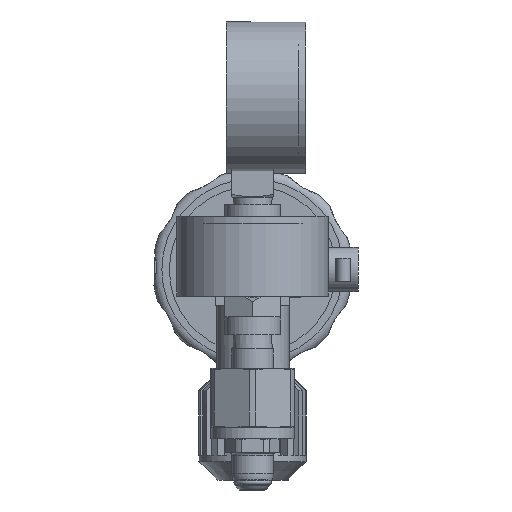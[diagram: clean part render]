
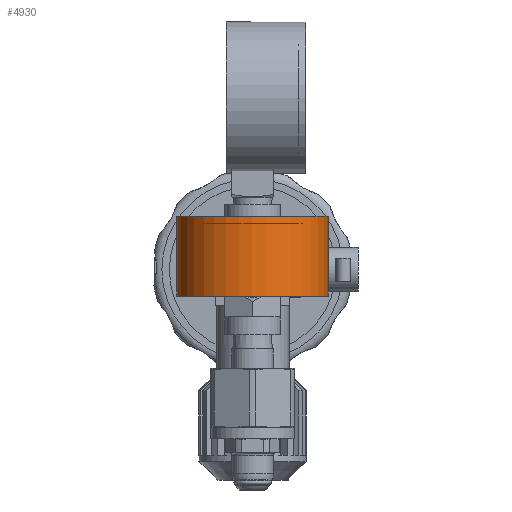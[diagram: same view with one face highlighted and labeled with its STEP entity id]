
A CAD part, left-side view. The second image highlights one B-rep face of the part: STEP entity #4930.
In plain terms, the highlighted cylindrical face has radius 26.035 mm (diameter 52.07 mm), a full revolution.
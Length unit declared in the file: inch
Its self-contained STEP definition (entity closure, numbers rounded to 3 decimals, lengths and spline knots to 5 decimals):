
#4930=ADVANCED_FACE('',(#13347,#13348),#13349,.T.);
#13347=FACE_OUTER_BOUND('',#25584,.T.);
#13348=FACE_OUTER_BOUND('',#25585,.T.);
#13349=CYLINDRICAL_SURFACE('',#25586,1.025);
#25584=EDGE_LOOP('',(#38407));
#25585=EDGE_LOOP('',(#38408));
#25586=AXIS2_PLACEMENT_3D('',#38409,#38410,#38411);
#38407=ORIENTED_EDGE('',*,*,#75114,.F.);
#38408=ORIENTED_EDGE('',*,*,#75115,.T.);
#38409=CARTESIAN_POINT('',(0.0,0.0,1.075));
#38410=DIRECTION('',(0.0,0.0,-1.0));
#38411=DIRECTION('',(0.0,1.0,0.0));
#75114=EDGE_CURVE('',#90093,#90093,#90094,.T.);
#75115=EDGE_CURVE('',#90095,#90095,#90096,.T.);
#90093=VERTEX_POINT('',#112629);
#90094=CIRCLE('',#112630,1.025);
#90095=VERTEX_POINT('',#112631);
#90096=CIRCLE('',#112632,1.025);
#112629=CARTESIAN_POINT('',(0.0,-1.025,1.075));
#112630=AXIS2_PLACEMENT_3D('',#145920,#145921,#145922);
#112631=CARTESIAN_POINT('',(0.0,-1.025,0.0));
#112632=AXIS2_PLACEMENT_3D('',#145923,#145924,#145925);
#145920=CARTESIAN_POINT('',(0.0,0.0,1.075));
#145921=DIRECTION('',(0.0,0.0,1.0));
#145922=DIRECTION('',(0.0,-1.0,0.0));
#145923=CARTESIAN_POINT('',(0.0,0.0,0.0));
#145924=DIRECTION('',(0.0,0.0,1.0));
#145925=DIRECTION('',(0.0,-1.0,0.0));
